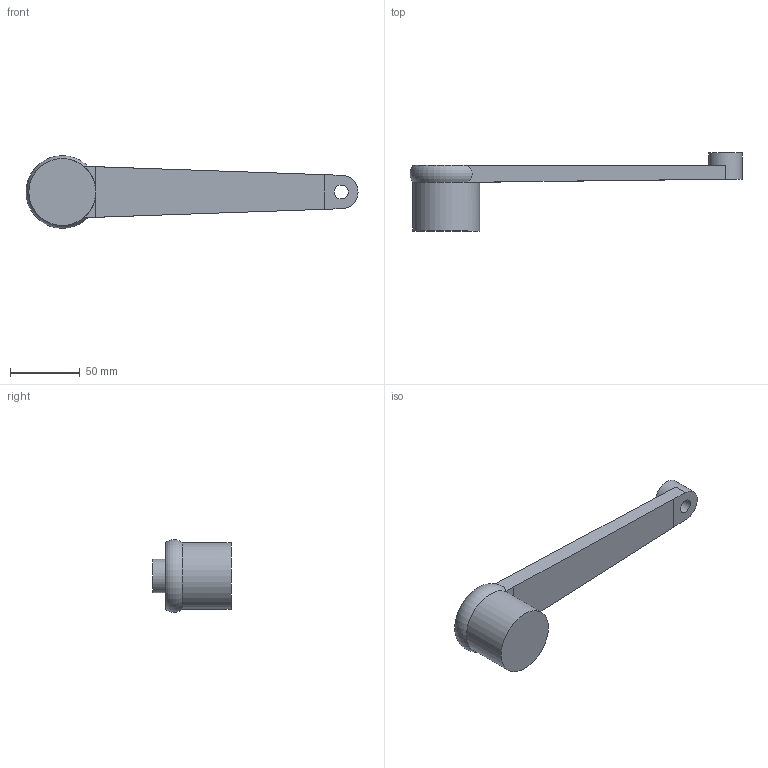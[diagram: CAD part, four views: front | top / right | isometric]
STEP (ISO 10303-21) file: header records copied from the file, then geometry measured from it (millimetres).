
FILE_DESCRIPTION(/* description */ (''),/* implementation_level */ '2;1');
FILE_NAME(/* name */ 'QA_250_N.dxf',/* time_stamp */ '2012-11-23T16:41:50+08:00',/* author */ (''),/* organization */ (''),/* preprocessor_version */ 'ST-DEVELOPER v9',/* originating_system */ 'UGS - NX 4.0',/* authorisation */ '');
FILE_SCHEMA (('CONFIG_CONTROL_DESIGN'));
Length unit declared in the file: millimetre
Products named in the file (1): Admi0027xmtj
Bounding box: 238.04 x 56 x 52.09 mm (x, y, z)
Volume: 151332.3 mm3; surface area: 27178.3 mm2
Topology: 1 solids, 1 shells, 15 faces, 37 edges, 24 vertices
Faces by surface type: plane 9, cylinder 5, torus 1
Full cylindrical faces by diameter (mm): 10 x1, 24 x1, 48 x1
Entity records: 560 total; most frequent: CARTESIAN_POINT 108, DIRECTION 75, ORIENTED_EDGE 72, EDGE_CURVE 36, AXIS2_PLACEMENT_3D 30, VERTEX_POINT 27, EDGE_LOOP 21, ADVANCED_FACE 15
